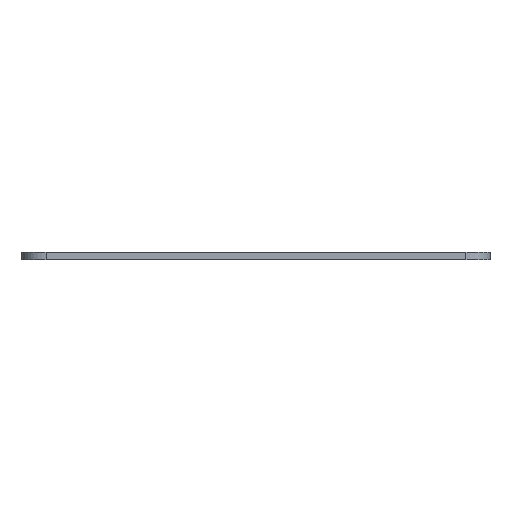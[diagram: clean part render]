
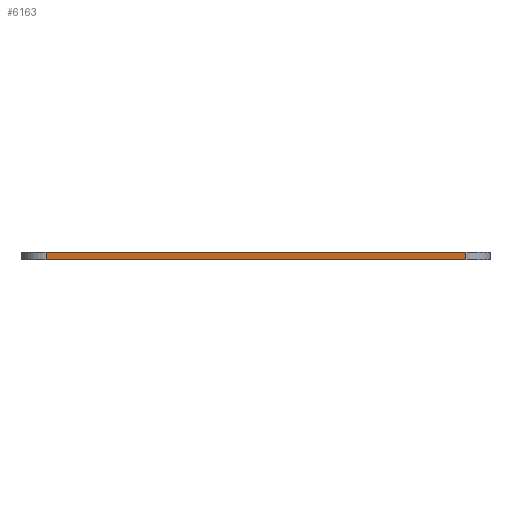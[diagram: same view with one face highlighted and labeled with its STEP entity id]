
A CAD part, front view. The second image highlights one B-rep face of the part: STEP entity #6163.
In plain terms, the highlighted planar face has unit normal (0, -1, 0).
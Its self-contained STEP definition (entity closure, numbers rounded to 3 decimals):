
#827=FACE_OUTER_BOUND('',#1196,.T.);
#1196=EDGE_LOOP('',(#5684,#5685,#5686,#5687));
#1405=LINE('',#9737,#2006);
#1579=LINE('',#10406,#2180);
#1660=LINE('',#10704,#2261);
#1661=LINE('',#10707,#2262);
#2006=VECTOR('',#6880,10.);
#2180=VECTOR('',#7268,10.);
#2261=VECTOR('',#7505,10.);
#2262=VECTOR('',#7510,10.);
#2628=VERTEX_POINT('',#9734);
#2629=VERTEX_POINT('',#9736);
#2856=VERTEX_POINT('',#10403);
#2857=VERTEX_POINT('',#10405);
#3339=EDGE_CURVE('',#2628,#2629,#1405,.T.);
#3606=EDGE_CURVE('',#2856,#2857,#1579,.T.);
#3756=EDGE_CURVE('',#2857,#2628,#1660,.T.);
#3757=EDGE_CURVE('',#2629,#2856,#1661,.T.);
#5684=ORIENTED_EDGE('',*,*,#3756,.F.);
#5685=ORIENTED_EDGE('',*,*,#3606,.F.);
#5686=ORIENTED_EDGE('',*,*,#3757,.F.);
#5687=ORIENTED_EDGE('',*,*,#3339,.F.);
#5851=PLANE('',#6557);
#6163=ADVANCED_FACE('',(#827),#5851,.T.);
#6557=AXIS2_PLACEMENT_3D('',#10980,#7919,#7920);
#6880=DIRECTION('',(1.,0.,0.));
#7268=DIRECTION('',(-1.,0.,0.));
#7505=DIRECTION('',(0.,0.,1.));
#7510=DIRECTION('',(0.,0.,-1.));
#7919=DIRECTION('center_axis',(0.,-1.,0.));
#7920=DIRECTION('ref_axis',(1.,0.,0.));
#9734=CARTESIAN_POINT('',(98.71,-156.555,1.5));
#9736=CARTESIAN_POINT('',(186.135,-156.555,1.5));
#9737=CARTESIAN_POINT('',(191.135,-156.555,1.5));
#10403=CARTESIAN_POINT('',(186.135,-156.555,0.));
#10405=CARTESIAN_POINT('',(98.71,-156.555,0.));
#10406=CARTESIAN_POINT('',(191.135,-156.555,0.));
#10704=CARTESIAN_POINT('',(98.71,-156.555,0.));
#10707=CARTESIAN_POINT('',(186.135,-156.555,0.));
#10980=CARTESIAN_POINT('Origin',(93.71,-156.555,0.));
